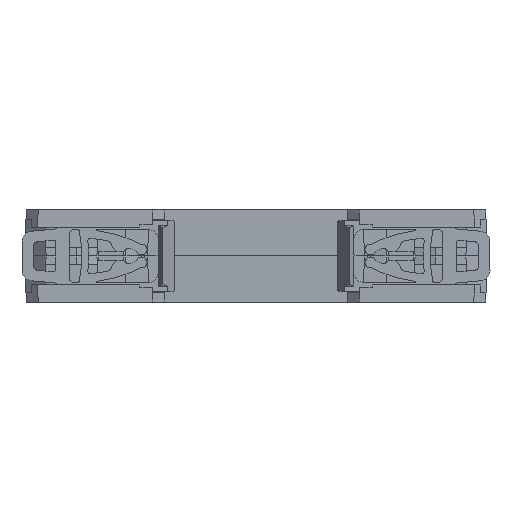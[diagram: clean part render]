
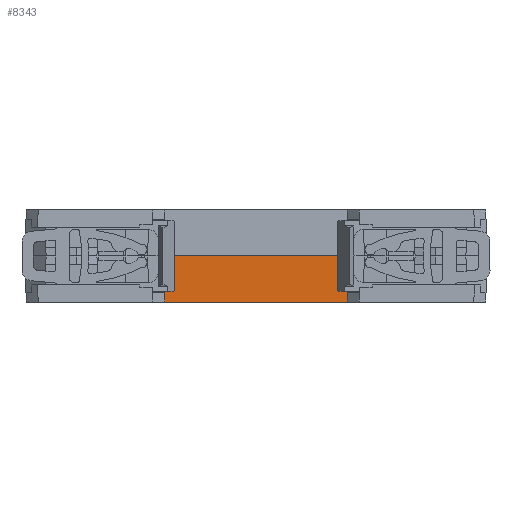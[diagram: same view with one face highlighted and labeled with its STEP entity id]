
A CAD part, front view. The second image highlights one B-rep face of the part: STEP entity #8343.
In plain terms, the highlighted planar face has unit normal (0, -1, -0.009).
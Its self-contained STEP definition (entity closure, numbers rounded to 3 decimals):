
#425=LINE('',#12018,#1397);
#612=LINE('',#12411,#1584);
#801=LINE('',#12820,#1773);
#804=LINE('',#12825,#1776);
#1397=VECTOR('',#9649,1000.);
#1584=VECTOR('',#9972,10.);
#1773=VECTOR('',#10319,10.);
#1776=VECTOR('',#10324,10.);
#2347=PLANE('',#8891);
#2748=FACE_OUTER_BOUND('',#3211,.T.);
#3211=EDGE_LOOP('',(#6714,#6715,#6716,#6717));
#3811=VERTEX_POINT('',#12015);
#3812=VERTEX_POINT('',#12017);
#3949=VERTEX_POINT('',#12408);
#3950=VERTEX_POINT('',#12410);
#4661=EDGE_CURVE('',#3811,#3812,#425,.T.);
#4859=EDGE_CURVE('',#3950,#3949,#612,.T.);
#5064=EDGE_CURVE('',#3949,#3812,#801,.T.);
#5067=EDGE_CURVE('',#3950,#3811,#804,.T.);
#6714=ORIENTED_EDGE('',*,*,#4661,.F.);
#6715=ORIENTED_EDGE('',*,*,#5067,.F.);
#6716=ORIENTED_EDGE('',*,*,#4859,.T.);
#6717=ORIENTED_EDGE('',*,*,#5064,.T.);
#8343=ADVANCED_FACE('',(#2748),#2347,.F.);
#8891=AXIS2_PLACEMENT_3D('',#12824,#10322,#10323);
#9649=DIRECTION('',(1.,0.,0.));
#9972=DIRECTION('',(1.,0.,0.));
#10319=DIRECTION('',(-0.009,-0.009,1.));
#10322=DIRECTION('center_axis',(0.,1.,0.009));
#10323=DIRECTION('ref_axis',(0.,-0.009,1.));
#10324=DIRECTION('',(0.009,-0.009,1.));
#12015=CARTESIAN_POINT('',(-17.731,-0.284,0.019));
#12017=CARTESIAN_POINT('',(17.739,-0.284,0.019));
#12018=CARTESIAN_POINT('',(0.004,-0.284,0.019));
#12408=CARTESIAN_POINT('',(17.818,-0.206,-8.981));
#12410=CARTESIAN_POINT('',(-17.809,-0.206,-8.981));
#12411=CARTESIAN_POINT('',(0.004,-0.206,-8.981));
#12820=CARTESIAN_POINT('',(17.738,-0.286,0.174));
#12824=CARTESIAN_POINT('Origin',(0.004,-0.284,
0.019));
#12825=CARTESIAN_POINT('',(-17.729,-0.286,0.174));
